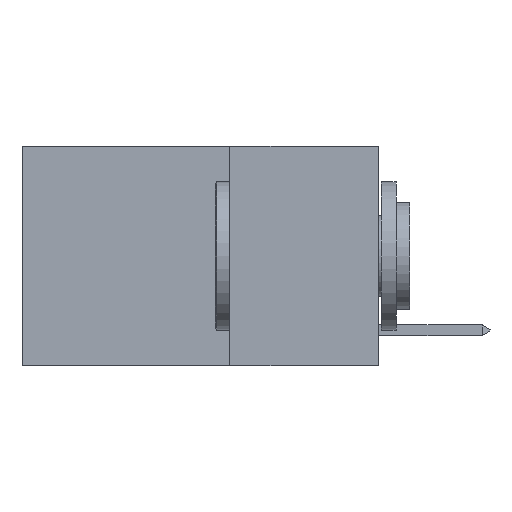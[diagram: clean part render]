
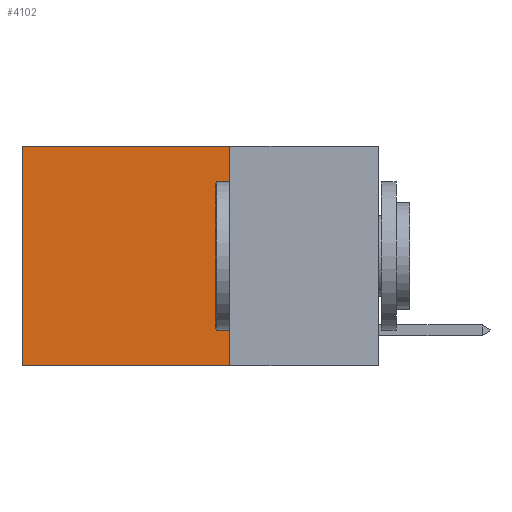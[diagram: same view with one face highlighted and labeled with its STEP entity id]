
A CAD part, left-side view. The second image highlights one B-rep face of the part: STEP entity #4102.
In plain terms, the highlighted planar face has unit normal (-1, 0, 0).
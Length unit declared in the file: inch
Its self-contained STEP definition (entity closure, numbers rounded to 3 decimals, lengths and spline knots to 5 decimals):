
#284 = PLANE ( 'NONE',  #7945 ) ;
#416 = FACE_OUTER_BOUND ( 'NONE', #9514, .T. ) ;
#1778 = CARTESIAN_POINT ( 'NONE',  ( 0.2625, 0.6, -0.37 ) ) ;
#2611 = LINE ( 'NONE', #3584, #5133 ) ;
#2910 = LINE ( 'NONE', #8678, #12323 ) ;
#3089 = EDGE_CURVE ( 'NONE', #3965, #9453, #2910, .T. ) ;
#3221 = CARTESIAN_POINT ( 'NONE',  ( 0.2625, 0.6, 0. ) ) ;
#3236 = CARTESIAN_POINT ( 'NONE',  ( 0.2625, 0.25, -0.37 ) ) ;
#3312 = LINE ( 'NONE', #7235, #11394 ) ;
#3584 = CARTESIAN_POINT ( 'NONE',  ( 0.2625, 0.25, 0. ) ) ;
#3745 = EDGE_CURVE ( 'NONE', #9453, #10252, #3312, .T. ) ;
#3965 = VERTEX_POINT ( 'NONE', #12609 ) ;
#4025 = ORIENTED_EDGE ( 'NONE', *, *, #8767, .T. ) ;
#4102 = ADVANCED_FACE ( 'NONE', ( #416 ), #284, .F. ) ;
#4780 = ORIENTED_EDGE ( 'NONE', *, *, #9992, .T. ) ;
#5070 = CARTESIAN_POINT ( 'NONE',  ( 0.2625, 0.25, 0. ) ) ;
#5133 = VECTOR ( 'NONE', #7645, 39.37008 ) ;
#5583 = ORIENTED_EDGE ( 'NONE', *, *, #3089, .F. ) ;
#5983 = CARTESIAN_POINT ( 'NONE',  ( 0.2625, 0.6, 0. ) ) ;
#6108 = DIRECTION ( 'NONE',  ( 0., 0., -1. ) ) ;
#6217 = VECTOR ( 'NONE', #6108, 39.37008 ) ;
#7235 = CARTESIAN_POINT ( 'NONE',  ( 0.2625, 0.25, -0.37 ) ) ;
#7645 = DIRECTION ( 'NONE',  ( 0., 1., 0. ) ) ;
#7945 = AXIS2_PLACEMENT_3D ( 'NONE', #5070, #8063, #11074 ) ;
#8063 = DIRECTION ( 'NONE',  ( 1., 0., 0. ) ) ;
#8250 = LINE ( 'NONE', #3221, #6217 ) ;
#8557 = VERTEX_POINT ( 'NONE', #5983 ) ;
#8616 = DIRECTION ( 'NONE',  ( 0., 0., -1. ) ) ;
#8678 = CARTESIAN_POINT ( 'NONE',  ( 0.2625, 0.25, 0. ) ) ;
#8767 = EDGE_CURVE ( 'NONE', #3965, #8557, #2611, .T. ) ;
#9453 = VERTEX_POINT ( 'NONE', #3236 ) ;
#9514 = EDGE_LOOP ( 'NONE', ( #4780, #10535, #5583, #4025 ) ) ;
#9992 = EDGE_CURVE ( 'NONE', #8557, #10252, #8250, .T. ) ;
#10252 = VERTEX_POINT ( 'NONE', #1778 ) ;
#10535 = ORIENTED_EDGE ( 'NONE', *, *, #3745, .F. ) ;
#11074 = DIRECTION ( 'NONE',  ( 0., 0., -1. ) ) ;
#11274 = DIRECTION ( 'NONE',  ( 0., 1., 0. ) ) ;
#11394 = VECTOR ( 'NONE', #11274, 39.37008 ) ;
#12323 = VECTOR ( 'NONE', #8616, 39.37008 ) ;
#12609 = CARTESIAN_POINT ( 'NONE',  ( 0.2625, 0.25, 0. ) ) ;
